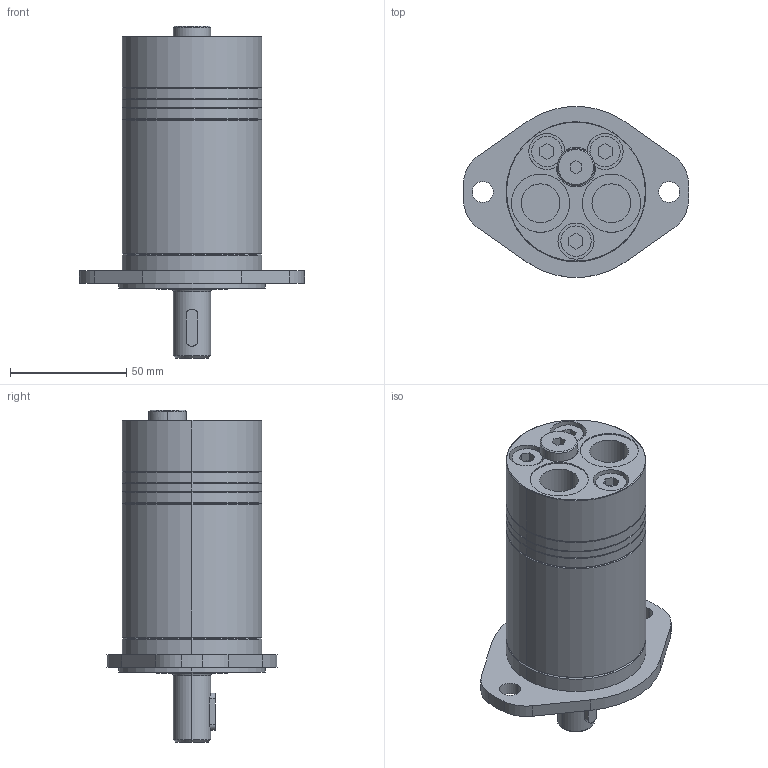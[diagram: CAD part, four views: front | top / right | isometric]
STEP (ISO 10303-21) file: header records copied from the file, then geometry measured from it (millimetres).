
FILE_DESCRIPTION (( 'STEP AP203' ), '1' );
FILE_NAME ('BMM-8P1AIIY1[3D].STEP', '2024-03-15T08:53:18', ( 'Microsoft' ), ( 'Microsoft' ), 'SwSTEP 2.0', 'SolidWorks 2007', '' );
FILE_SCHEMA (( 'CONFIG_CONTROL_DESIGN' ));
Length unit declared in the file: millimetre
Products named in the file (3): BMM-Y1_默认; BMM-8P1AII_默认; BMM-8P1AIIY1[3D]
Assembly tree (2 placements, depth 2):
  BMM-8P1AIIY1[3D]
    BMM-Y1_默认
    BMM-8P1AII_默认
Bounding box: 96.98 x 73.22 x 142.5 mm (x, y, z)
Volume: 320958.2 mm3; surface area: 47453.4 mm2
Topology: 2 solids, 16 shells, 290 faces, 638 edges, 412 vertices
Faces by surface type: plane 152, cylinder 106, cone 32
Entity records: 8353 total; most frequent: DIRECTION 1474, CARTESIAN_POINT 1408, ORIENTED_EDGE 1276, EDGE_CURVE 638, AXIS2_PLACEMENT_3D 544, VERTEX_POINT 412, VECTOR 386, LINE 386
